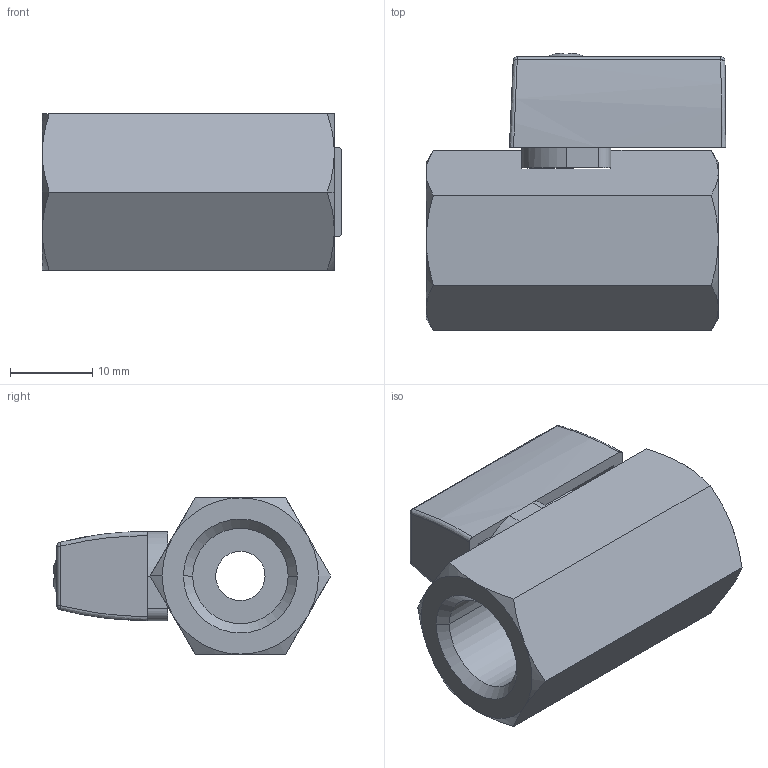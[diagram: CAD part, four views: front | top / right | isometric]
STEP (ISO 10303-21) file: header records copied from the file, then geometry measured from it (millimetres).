
FILE_DESCRIPTION (( 'STEP AP203' ), '1' );
FILE_NAME ('1501C402-surface.step', '2013-10-10T07:52:06', ( ' ' ), ( '' ), 'SwSTEP 2.0', 'SolidWorks 2011', '' );
FILE_SCHEMA (( 'CONFIG_CONTROL_DESIGN' ));
Length unit declared in the file: millimetre
Products named in the file (1): 1501C402-surface
Bounding box: 36.4 x 33.7 x 19 mm (x, y, z)
Surface area: 5272.1 mm2 (no closed solid volume)
Topology: 0 solids, 4 shells, 108 faces, 529 edges, 446 vertices
Faces by surface type: plane 54, cone 22, cylinder 20, sphere 6, bspline 4, torus 2
Entity records: 5807 total; most frequent: CARTESIAN_POINT 1410, ORIENTED_EDGE 1010, DIRECTION 759, EDGE_CURVE 525, VERTEX_POINT 446, VECTOR 377, LINE 377, AXIS2_PLACEMENT_3D 191
